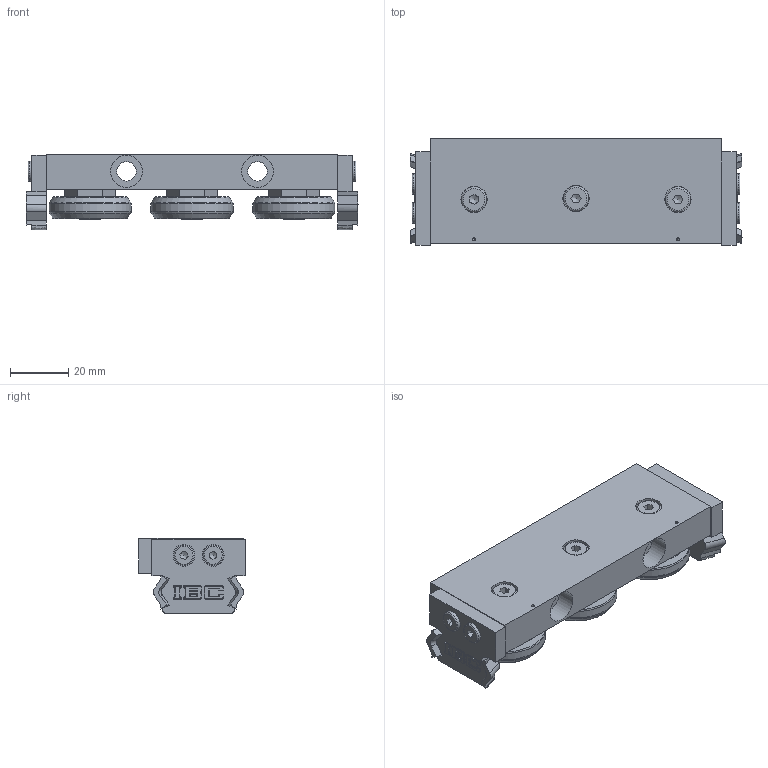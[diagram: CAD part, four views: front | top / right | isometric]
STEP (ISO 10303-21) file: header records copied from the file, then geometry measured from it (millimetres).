
FILE_DESCRIPTION((''),'2;1');
FILE_NAME('CR 35-21-2RS.AX.stp','2014-04-10T10:45:15',('VSkokov'),(''),'Autodesk Inventor 2012','Autodesk Inventor 2012','');
FILE_SCHEMA(('AUTOMOTIVE_DESIGN { 1 0 10303 214 1 1 1 1 }'));
Length unit declared in the file: millimetre
Products named in the file (8): CR 35-21-2RS; LL.CR 35-21; DIN 7984 M4 x 6; DIN 7984 M5 x 10; CBRS(E) 28-35; ABS X35; Stahleinlage 35
Assembly tree (15 placements, depth 3):
  CR 35-21-2RS
    LL.CR 35-21
    DIN 7984 M4 x 6  x4
    DIN 7984 M5 x 10  x3
    CBRS(E) 28-35  x3
    ABS X35  x2
      ABS X35
      Stahleinlage 35
Bounding box: 114 x 36.5 x 25.8 mm (x, y, z)
Volume: 60959 mm3; surface area: 29988.8 mm2
Topology: 15 solids, 15 shells, 898 faces, 2106 edges, 1276 vertices
Faces by surface type: cylinder 361, plane 290, torus 140, bspline 70, cone 37
Full cylindrical faces by diameter (mm): 1 x2, 2.5 x12, 3.242 x4, 4 x4, 4.134 x3, 4.5 x4, 5 x7, 5.5 x3, 6.647 x2, 6.7 x2, 7 x7, 7.5 x4, 8.5 x3, 9 x3, 10 x3, 11 x2, 12 x3, 28.2 x3
Entity records: 13445 total; most frequent: CARTESIAN_POINT 3275, DIRECTION 2244, ORIENTED_EDGE 1884, EDGE_CURVE 942, AXIS2_PLACEMENT_3D 900, VERTEX_POINT 604, EDGE_LOOP 554, CIRCLE 468
